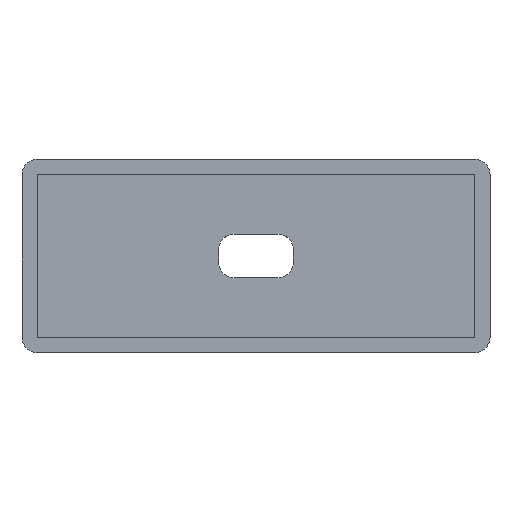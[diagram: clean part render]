
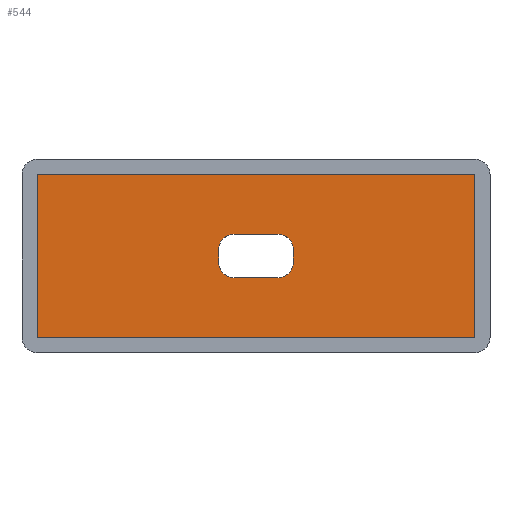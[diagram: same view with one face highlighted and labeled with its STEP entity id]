
A CAD part, top view. The second image highlights one B-rep face of the part: STEP entity #544.
In plain terms, the highlighted planar face has unit normal (0, 0, 1).
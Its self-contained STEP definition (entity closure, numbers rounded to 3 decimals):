
#21=FACE_BOUND('',#126,.T.);
#46=CIRCLE('',#603,5.);
#47=CIRCLE('',#606,5.);
#48=CIRCLE('',#611,5.);
#49=CIRCLE('',#614,5.);
#92=FACE_OUTER_BOUND('',#125,.T.);
#125=EDGE_LOOP('',(#487,#488,#489,#490));
#126=EDGE_LOOP('',(#491,#492,#493,#494,#495,#496,#497,#498));
#148=LINE('',#848,#196);
#151=LINE('',#853,#199);
#163=LINE('',#911,#211);
#166=LINE('',#919,#214);
#167=LINE('',#923,#215);
#170=LINE('',#931,#218);
#172=LINE('',#937,#220);
#174=LINE('',#940,#222);
#196=VECTOR('',#677,10.);
#199=VECTOR('',#682,10.);
#211=VECTOR('',#748,10.);
#214=VECTOR('',#757,10.);
#215=VECTOR('',#762,10.);
#218=VECTOR('',#771,10.);
#220=VECTOR('',#779,10.);
#222=VECTOR('',#783,10.);
#243=VERTEX_POINT('',#845);
#244=VERTEX_POINT('',#847);
#245=VERTEX_POINT('',#851);
#262=VERTEX_POINT('',#903);
#263=VERTEX_POINT('',#905);
#264=VERTEX_POINT('',#909);
#265=VERTEX_POINT('',#913);
#266=VERTEX_POINT('',#917);
#267=VERTEX_POINT('',#922);
#268=VERTEX_POINT('',#926);
#269=VERTEX_POINT('',#930);
#270=VERTEX_POINT('',#936);
#300=EDGE_CURVE('',#244,#243,#148,.T.);
#303=EDGE_CURVE('',#243,#245,#151,.T.);
#329=EDGE_CURVE('',#263,#262,#46,.T.);
#332=EDGE_CURVE('',#262,#264,#163,.T.);
#334=EDGE_CURVE('',#264,#265,#47,.T.);
#336=EDGE_CURVE('',#265,#266,#166,.T.);
#337=EDGE_CURVE('',#267,#263,#167,.T.);
#339=EDGE_CURVE('',#268,#267,#48,.T.);
#341=EDGE_CURVE('',#269,#268,#170,.T.);
#343=EDGE_CURVE('',#266,#269,#49,.T.);
#344=EDGE_CURVE('',#270,#244,#172,.T.);
#346=EDGE_CURVE('',#245,#270,#174,.T.);
#487=ORIENTED_EDGE('',*,*,#303,.T.);
#488=ORIENTED_EDGE('',*,*,#346,.T.);
#489=ORIENTED_EDGE('',*,*,#344,.T.);
#490=ORIENTED_EDGE('',*,*,#300,.T.);
#491=ORIENTED_EDGE('',*,*,#329,.T.);
#492=ORIENTED_EDGE('',*,*,#332,.T.);
#493=ORIENTED_EDGE('',*,*,#334,.T.);
#494=ORIENTED_EDGE('',*,*,#336,.T.);
#495=ORIENTED_EDGE('',*,*,#343,.T.);
#496=ORIENTED_EDGE('',*,*,#341,.T.);
#497=ORIENTED_EDGE('',*,*,#339,.T.);
#498=ORIENTED_EDGE('',*,*,#337,.T.);
#513=PLANE('',#617);
#544=ADVANCED_FACE('',(#92,#21),#513,.T.);
#603=AXIS2_PLACEMENT_3D('',#906,#742,#743);
#606=AXIS2_PLACEMENT_3D('',#915,#752,#753);
#611=AXIS2_PLACEMENT_3D('',#927,#766,#767);
#614=AXIS2_PLACEMENT_3D('',#934,#775,#776);
#617=AXIS2_PLACEMENT_3D('',#941,#784,#785);
#677=DIRECTION('',(0.,1.,0.));
#682=DIRECTION('',(-1.,0.,0.));
#742=DIRECTION('center_axis',(0.,0.,-1.));
#743=DIRECTION('ref_axis',(0.,-1.,0.));
#748=DIRECTION('',(-1.,0.,0.));
#752=DIRECTION('center_axis',(0.,0.,-1.));
#753=DIRECTION('ref_axis',(-1.,0.,0.));
#757=DIRECTION('',(0.,1.,0.));
#762=DIRECTION('',(0.,-1.,0.));
#766=DIRECTION('center_axis',(0.,0.,-1.));
#767=DIRECTION('ref_axis',(1.,0.,0.));
#771=DIRECTION('',(1.,0.,0.));
#775=DIRECTION('center_axis',(0.,0.,-1.));
#776=DIRECTION('ref_axis',(0.,1.,0.));
#779=DIRECTION('',(1.,0.,0.));
#783=DIRECTION('',(0.,-1.,0.));
#784=DIRECTION('center_axis',(0.,0.,1.));
#785=DIRECTION('ref_axis',(1.,0.,0.));
#845=CARTESIAN_POINT('',(0.,52.,10.));
#847=CARTESIAN_POINT('',(0.,0.,10.));
#848=CARTESIAN_POINT('',(0.,52.,10.));
#851=CARTESIAN_POINT('',(-140.,52.,10.));
#853=CARTESIAN_POINT('',(-140.,52.,10.));
#903=CARTESIAN_POINT('',(-63.,19.,10.));
#905=CARTESIAN_POINT('',(-58.,24.,10.));
#906=CARTESIAN_POINT('Origin',(-63.,24.,10.));
#909=CARTESIAN_POINT('',(-77.,19.,10.));
#911=CARTESIAN_POINT('',(-63.,19.,10.));
#913=CARTESIAN_POINT('',(-82.,24.,10.));
#915=CARTESIAN_POINT('Origin',(-77.,24.,10.));
#917=CARTESIAN_POINT('',(-82.,28.,10.));
#919=CARTESIAN_POINT('',(-82.,24.,10.));
#922=CARTESIAN_POINT('',(-58.,28.,10.));
#923=CARTESIAN_POINT('',(-58.,28.,10.));
#926=CARTESIAN_POINT('',(-63.,33.,10.));
#927=CARTESIAN_POINT('Origin',(-63.,28.,10.));
#930=CARTESIAN_POINT('',(-77.,33.,10.));
#931=CARTESIAN_POINT('',(-77.,33.,10.));
#934=CARTESIAN_POINT('Origin',(-77.,28.,10.));
#936=CARTESIAN_POINT('',(-140.,0.,10.));
#937=CARTESIAN_POINT('',(0.,0.,10.));
#940=CARTESIAN_POINT('',(-140.,0.,10.));
#941=CARTESIAN_POINT('Origin',(-70.,26.,10.));
